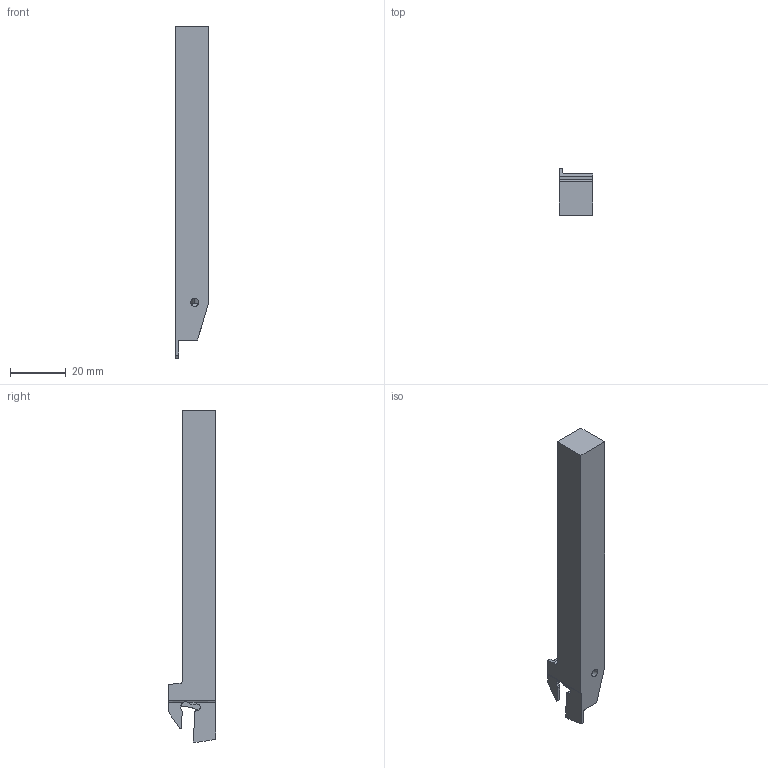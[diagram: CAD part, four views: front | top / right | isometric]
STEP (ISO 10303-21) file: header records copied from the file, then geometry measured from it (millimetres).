
FILE_DESCRIPTION(/* description */ (''),/* implementation_level */ '2;1');
FILE_NAME(/* name */ 'GYSR1212JX00-C13.stp',/* time_stamp */ '2021-04-02T17:57:11+09:00',/* author */ (''),/* organization */ (''),/* preprocessor_version */ 'ST-DEVELOPER v16',/* originating_system */ 'SIEMENS PLM Software NX 10.0',/* authorisation */ '');
FILE_SCHEMA (('AUTOMOTIVE_DESIGN { 1 0 10303 214 3 1 1 1 }'));
Length unit declared in the file: millimetre
Products named in the file (1): GYSR1212JX00-C13_ASM
Bounding box: 12 x 17 x 119 mm (x, y, z)
Volume: 15742.3 mm3; surface area: 6121.8 mm2
Topology: 2 solids, 2 shells, 93 faces, 266 edges, 179 vertices
Faces by surface type: cylinder 39, plane 36, cone 12, torus 4, sphere 2
Entity records: 3775 total; most frequent: CARTESIAN_POINT 1007, DIRECTION 531, ORIENTED_EDGE 528, EDGE_CURVE 264, AXIS2_PLACEMENT_3D 199, VERTEX_POINT 176, LINE 133, VECTOR 133
